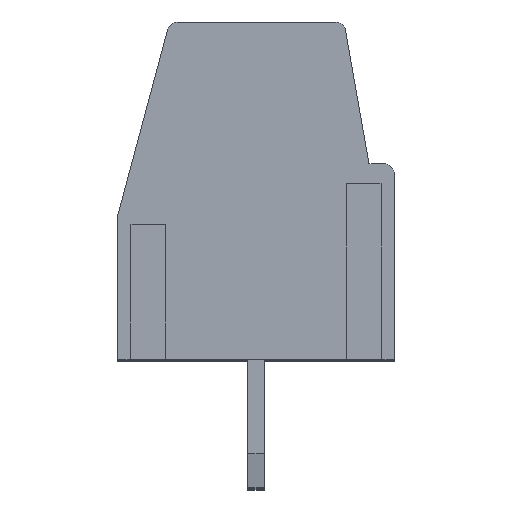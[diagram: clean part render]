
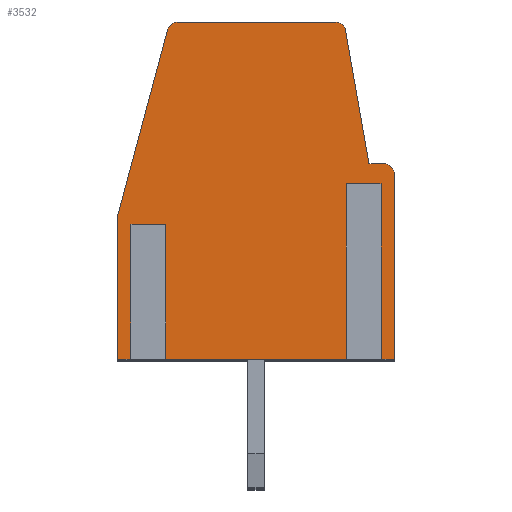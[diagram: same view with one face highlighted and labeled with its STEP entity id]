
A CAD part, top view. The second image highlights one B-rep face of the part: STEP entity #3532.
In plain terms, the highlighted planar face has unit normal (0, 0, 1).
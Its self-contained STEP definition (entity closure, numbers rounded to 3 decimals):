
#40 = CARTESIAN_POINT ( 'NONE',  ( 7.588, 5.8, 12.7 ) ) ;
#46 = EDGE_CURVE ( 'NONE', #5734, #1985, #1461, .T. ) ;
#110 = VERTEX_POINT ( 'NONE', #6243 ) ;
#164 = DIRECTION ( 'NONE',  ( -1., 0., 0. ) ) ;
#230 = CARTESIAN_POINT ( 'NONE',  ( 6.458, 9.7, 12.7 ) ) ;
#251 = ORIENTED_EDGE ( 'NONE', *, *, #2384, .F. ) ;
#267 = EDGE_CURVE ( 'NONE', #4148, #4720, #1238, .T. ) ;
#412 = LINE ( 'NONE', #1923, #4626 ) ;
#502 = EDGE_CURVE ( 'NONE', #2141, #6574, #2643, .T. ) ;
#536 = VERTEX_POINT ( 'NONE', #2018 ) ;
#557 = DIRECTION ( 'NONE',  ( 0., 1., 0. ) ) ;
#607 = CARTESIAN_POINT ( 'NONE',  ( 8.2, 4., 12.7 ) ) ;
#614 = VERTEX_POINT ( 'NONE', #3877 ) ;
#644 = CARTESIAN_POINT ( 'NONE',  ( 8.2, 5.8, 12.7 ) ) ;
#683 = AXIS2_PLACEMENT_3D ( 'NONE', #3540, #6314, #5678 ) ;
#747 = CARTESIAN_POINT ( 'NONE',  ( 0., 4.25, 12.7 ) ) ;
#772 = CARTESIAN_POINT ( 'NONE',  ( 6.988, 5.8, 12.7 ) ) ;
#873 = VERTEX_POINT ( 'NONE', #1364 ) ;
#880 = VERTEX_POINT ( 'NONE', #4561 ) ;
#885 = CARTESIAN_POINT ( 'NONE',  ( 7.45, 5.8, 12.7 ) ) ;
#1034 = CARTESIAN_POINT ( 'NONE',  ( 7.45, 5.8, 12.7 ) ) ;
#1151 = DIRECTION ( 'NONE',  ( 1., 0., 0. ) ) ;
#1204 = ORIENTED_EDGE ( 'NONE', *, *, #6353, .F. ) ;
#1238 = LINE ( 'NONE', #3349, #2447 ) ;
#1329 = EDGE_CURVE ( 'NONE', #4720, #614, #5904, .T. ) ;
#1364 = CARTESIAN_POINT ( 'NONE',  ( 0.613, 0., 12.7 ) ) ;
#1377 = EDGE_CURVE ( 'NONE', #5069, #2852, #2337, .T. ) ;
#1461 = CIRCLE ( 'NONE', #683, 0.3 ) ;
#1627 = DIRECTION ( 'NONE',  ( 0., -1., 0. ) ) ;
#1712 = EDGE_CURVE ( 'NONE', #2225, #5734, #2158, .T. ) ;
#1719 = VECTOR ( 'NONE', #4901, 1000. ) ;
#1735 = DIRECTION ( 'NONE',  ( 0., 0., -1. ) ) ;
#1857 = VERTEX_POINT ( 'NONE', #5022 ) ;
#1923 = CARTESIAN_POINT ( 'NONE',  ( 6.753, 9.752, 12.7 ) ) ;
#1985 = VERTEX_POINT ( 'NONE', #3638 ) ;
#1992 = ORIENTED_EDGE ( 'NONE', *, *, #2638, .F. ) ;
#2001 = FACE_OUTER_BOUND ( 'NONE', #3936, .T. ) ;
#2018 = CARTESIAN_POINT ( 'NONE',  ( 1.481, 9.778, 12.7 ) ) ;
#2042 = VECTOR ( 'NONE', #2970, 1000. ) ;
#2103 = PLANE ( 'NONE',  #5629 ) ;
#2119 = EDGE_CURVE ( 'NONE', #1985, #6424, #3294, .T. ) ;
#2135 = DIRECTION ( 'NONE',  ( -1., 0., 0. ) ) ;
#2141 = VERTEX_POINT ( 'NONE', #2416 ) ;
#2158 = LINE ( 'NONE', #1034, #4488 ) ;
#2225 = VERTEX_POINT ( 'NONE', #885 ) ;
#2337 = LINE ( 'NONE', #772, #3578 ) ;
#2384 = EDGE_CURVE ( 'NONE', #873, #5028, #2538, .T. ) ;
#2387 = VECTOR ( 'NONE', #1627, 1000. ) ;
#2416 = CARTESIAN_POINT ( 'NONE',  ( 7.588, 0., 12.7 ) ) ;
#2422 = ORIENTED_EDGE ( 'NONE', *, *, #4317, .F. ) ;
#2436 = DIRECTION ( 'NONE',  ( 0., 0., -1. ) ) ;
#2447 = VECTOR ( 'NONE', #5490, 1000. ) ;
#2464 = CARTESIAN_POINT ( 'NONE',  ( 8.2, 0., 12.7 ) ) ;
#2468 = CARTESIAN_POINT ( 'NONE',  ( 7.9, 5.8, 12.7 ) ) ;
#2507 = ORIENTED_EDGE ( 'NONE', *, *, #5504, .F. ) ;
#2538 = LINE ( 'NONE', #6223, #4396 ) ;
#2580 = LINE ( 'NONE', #6814, #2387 ) ;
#2638 = EDGE_CURVE ( 'NONE', #5028, #110, #5682, .T. ) ;
#2643 = LINE ( 'NONE', #40, #5137 ) ;
#2712 = VECTOR ( 'NONE', #2975, 1000. ) ;
#2852 = VERTEX_POINT ( 'NONE', #5365 ) ;
#2880 = ORIENTED_EDGE ( 'NONE', *, *, #1329, .F. ) ;
#2956 = LINE ( 'NONE', #4547, #6208 ) ;
#2970 = DIRECTION ( 'NONE',  ( 0., 1., 0. ) ) ;
#2975 = DIRECTION ( 'NONE',  ( 0.259, 0.966, 0. ) ) ;
#3000 = ORIENTED_EDGE ( 'NONE', *, *, #1377, .F. ) ;
#3003 = LINE ( 'NONE', #747, #2712 ) ;
#3201 = ORIENTED_EDGE ( 'NONE', *, *, #1712, .F. ) ;
#3269 = EDGE_CURVE ( 'NONE', #6424, #2141, #4350, .T. ) ;
#3294 = LINE ( 'NONE', #644, #1719 ) ;
#3349 = CARTESIAN_POINT ( 'NONE',  ( 1.213, 5.8, 12.7 ) ) ;
#3446 = VERTEX_POINT ( 'NONE', #3669 ) ;
#3514 = CARTESIAN_POINT ( 'NONE',  ( 0., 0., 12.7 ) ) ;
#3532 = ADVANCED_FACE ( 'NONE', ( #2001 ), #2103, .F. ) ;
#3540 = CARTESIAN_POINT ( 'NONE',  ( 7.9, 5.5, 12.7 ) ) ;
#3578 = VECTOR ( 'NONE', #6553, 1000. ) ;
#3638 = CARTESIAN_POINT ( 'NONE',  ( 8.2, 5.5, 12.7 ) ) ;
#3669 = CARTESIAN_POINT ( 'NONE',  ( 6.458, 10., 12.7 ) ) ;
#3696 = VECTOR ( 'NONE', #2135, 1000. ) ;
#3711 = DIRECTION ( 'NONE',  ( 0., 0., -1. ) ) ;
#3877 = CARTESIAN_POINT ( 'NONE',  ( 0.613, 4., 12.7 ) ) ;
#3936 = EDGE_LOOP ( 'NONE', ( #3000, #1204, #4427, #5204, #5283, #4015, #3201, #6871, #6673, #6853, #6817, #6442, #1992, #251, #2507, #2880, #5023, #2422 ) ) ;
#3956 = CARTESIAN_POINT ( 'NONE',  ( 0., 0., 12.7 ) ) ;
#4015 = ORIENTED_EDGE ( 'NONE', *, *, #46, .F. ) ;
#4067 = VECTOR ( 'NONE', #5358, 1000. ) ;
#4148 = VERTEX_POINT ( 'NONE', #4908 ) ;
#4167 = AXIS2_PLACEMENT_3D ( 'NONE', #230, #2436, #6092 ) ;
#4192 = DIRECTION ( 'NONE',  ( -1., 0., 0. ) ) ;
#4234 = CARTESIAN_POINT ( 'NONE',  ( 1.213, 4., 12.7 ) ) ;
#4238 = CARTESIAN_POINT ( 'NONE',  ( 8.2, 5.8, 12.7 ) ) ;
#4317 = EDGE_CURVE ( 'NONE', #2852, #4148, #2956, .T. ) ;
#4350 = LINE ( 'NONE', #5919, #4067 ) ;
#4396 = VECTOR ( 'NONE', #6806, 1000. ) ;
#4412 = AXIS2_PLACEMENT_3D ( 'NONE', #5947, #1735, #164 ) ;
#4427 = ORIENTED_EDGE ( 'NONE', *, *, #502, .F. ) ;
#4488 = VECTOR ( 'NONE', #1151, 1000. ) ;
#4509 = CIRCLE ( 'NONE', #4412, 0.3 ) ;
#4547 = CARTESIAN_POINT ( 'NONE',  ( 8.2, 0., 12.7 ) ) ;
#4561 = CARTESIAN_POINT ( 'NONE',  ( 1.771, 10., 12.7 ) ) ;
#4626 = VECTOR ( 'NONE', #5199, 1000. ) ;
#4720 = VERTEX_POINT ( 'NONE', #4234 ) ;
#4901 = DIRECTION ( 'NONE',  ( 0., -1., 0. ) ) ;
#4908 = CARTESIAN_POINT ( 'NONE',  ( 1.213, 0., 12.7 ) ) ;
#5001 = LINE ( 'NONE', #6675, #6855 ) ;
#5022 = CARTESIAN_POINT ( 'NONE',  ( 6.753, 9.752, 12.7 ) ) ;
#5023 = ORIENTED_EDGE ( 'NONE', *, *, #267, .F. ) ;
#5025 = EDGE_CURVE ( 'NONE', #110, #536, #3003, .T. ) ;
#5028 = VERTEX_POINT ( 'NONE', #3956 ) ;
#5069 = VERTEX_POINT ( 'NONE', #5096 ) ;
#5071 = EDGE_CURVE ( 'NONE', #3446, #1857, #6628, .T. ) ;
#5096 = CARTESIAN_POINT ( 'NONE',  ( 6.988, 5.2, 12.7 ) ) ;
#5137 = VECTOR ( 'NONE', #557, 1000. ) ;
#5199 = DIRECTION ( 'NONE',  ( 0.174, -0.985, 0. ) ) ;
#5204 = ORIENTED_EDGE ( 'NONE', *, *, #3269, .F. ) ;
#5206 = EDGE_CURVE ( 'NONE', #880, #3446, #6136, .T. ) ;
#5283 = ORIENTED_EDGE ( 'NONE', *, *, #2119, .F. ) ;
#5323 = DIRECTION ( 'NONE',  ( -1., 0., 0. ) ) ;
#5358 = DIRECTION ( 'NONE',  ( -1., 0., 0. ) ) ;
#5365 = CARTESIAN_POINT ( 'NONE',  ( 6.988, 0., 12.7 ) ) ;
#5369 = CARTESIAN_POINT ( 'NONE',  ( 7.588, 5.2, 12.7 ) ) ;
#5490 = DIRECTION ( 'NONE',  ( 0., 1., 0. ) ) ;
#5504 = EDGE_CURVE ( 'NONE', #614, #873, #2580, .T. ) ;
#5625 = EDGE_CURVE ( 'NONE', #536, #880, #4509, .T. ) ;
#5629 = AXIS2_PLACEMENT_3D ( 'NONE', #4238, #3711, #5323 ) ;
#5645 = CARTESIAN_POINT ( 'NONE',  ( 8.2, 10., 12.7 ) ) ;
#5678 = DIRECTION ( 'NONE',  ( -1., 0., 0. ) ) ;
#5682 = LINE ( 'NONE', #3514, #2042 ) ;
#5703 = DIRECTION ( 'NONE',  ( 1., 0., 0. ) ) ;
#5734 = VERTEX_POINT ( 'NONE', #2468 ) ;
#5904 = LINE ( 'NONE', #607, #3696 ) ;
#5919 = CARTESIAN_POINT ( 'NONE',  ( 8.2, 0., 12.7 ) ) ;
#5947 = CARTESIAN_POINT ( 'NONE',  ( 1.771, 9.7, 12.7 ) ) ;
#6084 = VECTOR ( 'NONE', #5703, 1000. ) ;
#6092 = DIRECTION ( 'NONE',  ( -1., 0., 0. ) ) ;
#6136 = LINE ( 'NONE', #5645, #6084 ) ;
#6208 = VECTOR ( 'NONE', #6687, 1000. ) ;
#6223 = CARTESIAN_POINT ( 'NONE',  ( 8.2, 0., 12.7 ) ) ;
#6243 = CARTESIAN_POINT ( 'NONE',  ( 0., 4.25, 12.7 ) ) ;
#6314 = DIRECTION ( 'NONE',  ( 0., 0., -1. ) ) ;
#6353 = EDGE_CURVE ( 'NONE', #6574, #5069, #5001, .T. ) ;
#6368 = EDGE_CURVE ( 'NONE', #1857, #2225, #412, .T. ) ;
#6424 = VERTEX_POINT ( 'NONE', #2464 ) ;
#6442 = ORIENTED_EDGE ( 'NONE', *, *, #5025, .F. ) ;
#6553 = DIRECTION ( 'NONE',  ( 0., -1., 0. ) ) ;
#6574 = VERTEX_POINT ( 'NONE', #5369 ) ;
#6628 = CIRCLE ( 'NONE', #4167, 0.3 ) ;
#6673 = ORIENTED_EDGE ( 'NONE', *, *, #5071, .F. ) ;
#6675 = CARTESIAN_POINT ( 'NONE',  ( 8.2, 5.2, 12.7 ) ) ;
#6687 = DIRECTION ( 'NONE',  ( -1., 0., 0. ) ) ;
#6806 = DIRECTION ( 'NONE',  ( -1., 0., 0. ) ) ;
#6814 = CARTESIAN_POINT ( 'NONE',  ( 0.613, 5.8, 12.7 ) ) ;
#6817 = ORIENTED_EDGE ( 'NONE', *, *, #5625, .F. ) ;
#6853 = ORIENTED_EDGE ( 'NONE', *, *, #5206, .F. ) ;
#6855 = VECTOR ( 'NONE', #4192, 1000. ) ;
#6871 = ORIENTED_EDGE ( 'NONE', *, *, #6368, .F. ) ;
